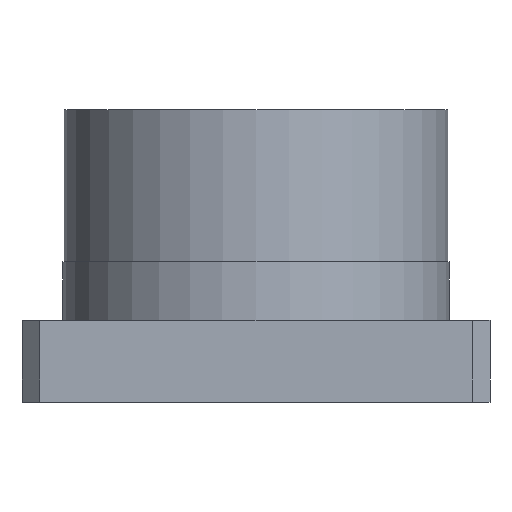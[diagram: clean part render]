
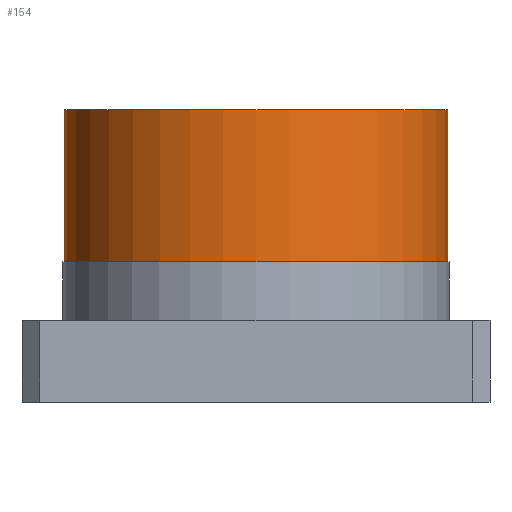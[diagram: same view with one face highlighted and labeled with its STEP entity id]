
A CAD part, front view. The second image highlights one B-rep face of the part: STEP entity #154.
In plain terms, the highlighted cylindrical face has radius 32.8 mm (diameter 65.6 mm), a partial arc.
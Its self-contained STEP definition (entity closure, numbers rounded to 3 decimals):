
#1 = VERTEX_POINT ( 'NONE', #335 ) ;
#22 = AXIS2_PLACEMENT_3D ( 'NONE', #441, #378, #736 ) ;
#31 = EDGE_CURVE ( 'NONE', #778, #773, #406, .T. ) ;
#58 = LINE ( 'NONE', #318, #226 ) ;
#80 = CARTESIAN_POINT ( 'NONE',  ( -32.8, 0., -1. ) ) ;
#120 = VERTEX_POINT ( 'NONE', #80 ) ;
#154 = ADVANCED_FACE ( 'NONE', ( #494 ), #407, .T. ) ;
#226 = VECTOR ( 'NONE', #484, 1000. ) ;
#258 = EDGE_CURVE ( 'NONE', #120, #1, #284, .T. ) ;
#284 = CIRCLE ( 'NONE', #22, 32.8 ) ;
#295 = ORIENTED_EDGE ( 'NONE', *, *, #711, .F. ) ;
#318 = CARTESIAN_POINT ( 'NONE',  ( 32.8, 0., -1. ) ) ;
#335 = CARTESIAN_POINT ( 'NONE',  ( 32.8, 0., -1. ) ) ;
#347 = DIRECTION ( 'NONE',  ( 1., 0., 0. ) ) ;
#356 = AXIS2_PLACEMENT_3D ( 'NONE', #487, #788, #347 ) ;
#363 = EDGE_CURVE ( 'NONE', #1, #773, #58, .T. ) ;
#378 = DIRECTION ( 'NONE',  ( 0., 0., 1. ) ) ;
#381 = DIRECTION ( 'NONE',  ( 0., 0., 1. ) ) ;
#406 = CIRCLE ( 'NONE', #686, 32.8 ) ;
#407 = CYLINDRICAL_SURFACE ( 'NONE', #356, 32.8 ) ;
#441 = CARTESIAN_POINT ( 'NONE',  ( 0., 0., -1. ) ) ;
#484 = DIRECTION ( 'NONE',  ( 0., 0., 1. ) ) ;
#487 = CARTESIAN_POINT ( 'NONE',  ( 0., 0., -1. ) ) ;
#491 = DIRECTION ( 'NONE',  ( 1., 0., 0. ) ) ;
#494 = FACE_OUTER_BOUND ( 'NONE', #837, .T. ) ;
#547 = ORIENTED_EDGE ( 'NONE', *, *, #363, .T. ) ;
#580 = VECTOR ( 'NONE', #381, 1000. ) ;
#610 = CARTESIAN_POINT ( 'NONE',  ( 32.8, 0., 25. ) ) ;
#624 = ORIENTED_EDGE ( 'NONE', *, *, #31, .F. ) ;
#657 = CARTESIAN_POINT ( 'NONE',  ( 0., 0., 25. ) ) ;
#686 = AXIS2_PLACEMENT_3D ( 'NONE', #657, #891, #491 ) ;
#711 = EDGE_CURVE ( 'NONE', #120, #778, #825, .T. ) ;
#736 = DIRECTION ( 'NONE',  ( 1., 0., 0. ) ) ;
#748 = ORIENTED_EDGE ( 'NONE', *, *, #258, .T. ) ;
#773 = VERTEX_POINT ( 'NONE', #610 ) ;
#778 = VERTEX_POINT ( 'NONE', #913 ) ;
#788 = DIRECTION ( 'NONE',  ( 0., 0., 1. ) ) ;
#825 = LINE ( 'NONE', #835, #580 ) ;
#835 = CARTESIAN_POINT ( 'NONE',  ( -32.8, 0., -1. ) ) ;
#837 = EDGE_LOOP ( 'NONE', ( #295, #748, #547, #624 ) ) ;
#891 = DIRECTION ( 'NONE',  ( 0., 0., 1. ) ) ;
#913 = CARTESIAN_POINT ( 'NONE',  ( -32.8, 0., 25. ) ) ;
